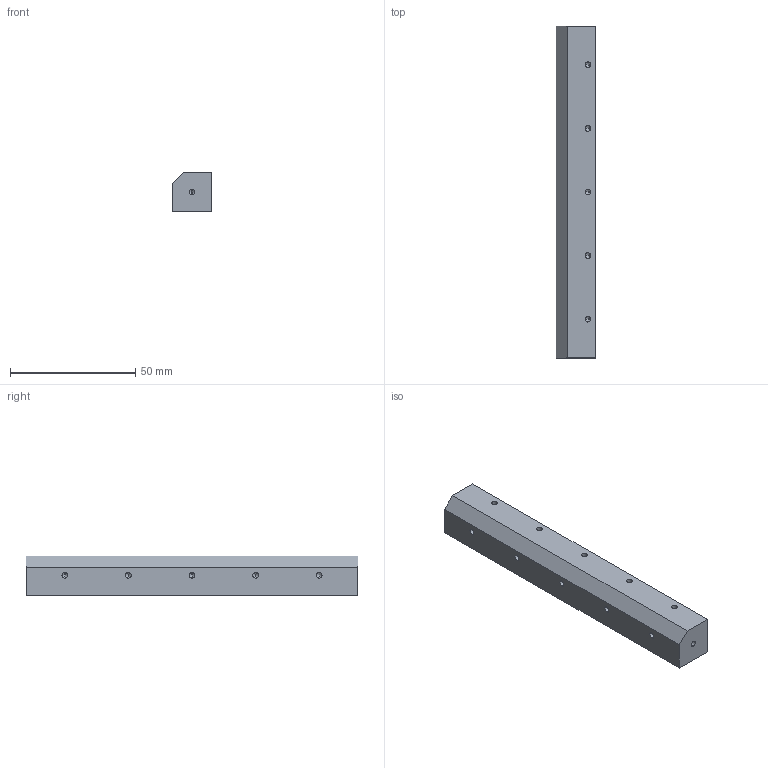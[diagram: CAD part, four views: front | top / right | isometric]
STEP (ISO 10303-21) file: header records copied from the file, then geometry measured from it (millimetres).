
FILE_DESCRIPTION (( 'STEP AP214' ), '1' );
FILE_NAME ('4K Bar stock.STEP', '2024-06-17T22:21:46', ( '' ), ( '' ), 'SwSTEP 2.0', 'SolidWorks 2023', '' );
FILE_SCHEMA (( 'AUTOMOTIVE_DESIGN' ));
Length unit declared in the file: millimetre
Products named in the file (1): 4K Bar stock
Bounding box: 15.88 x 132.56 x 15.88 mm (x, y, z)
Volume: 31706.8 mm3; surface area: 9183.9 mm2
Topology: 1 solids, 1 shells, 55 faces, 135 edges, 70 vertices
Faces by surface type: cylinder 24, cone 24, plane 7
Entity records: 1460 total; most frequent: DIRECTION 271, CARTESIAN_POINT 237, ORIENTED_EDGE 222, EDGE_CURVE 111, AXIS2_PLACEMENT_3D 104, VERTEX_POINT 70, EDGE_LOOP 67, VECTOR 63
